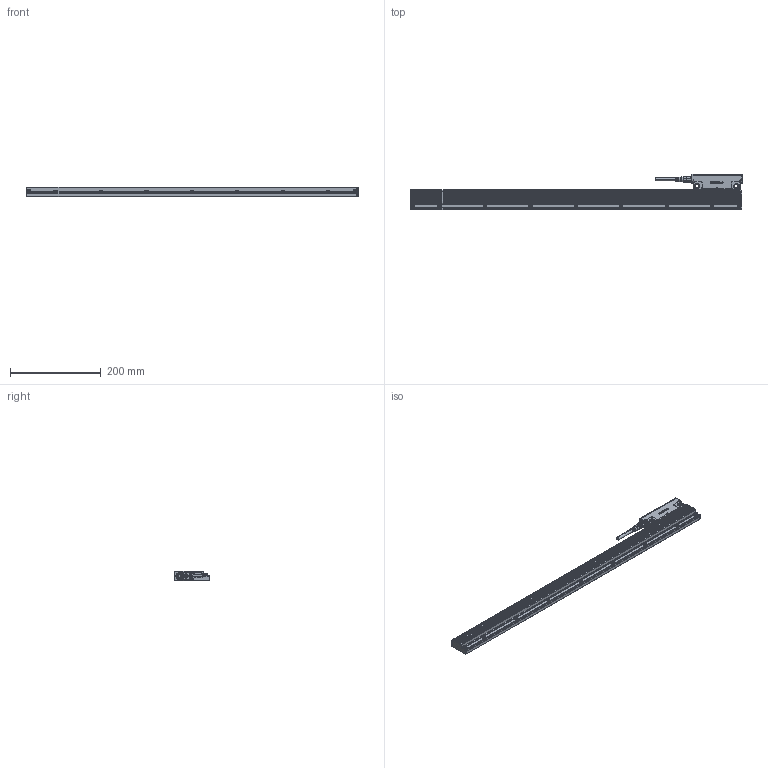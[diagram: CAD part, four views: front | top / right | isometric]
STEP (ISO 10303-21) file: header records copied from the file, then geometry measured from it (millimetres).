
FILE_DESCRIPTION(('CATIA V5 STEP','CAx-IF Rec.Pracs.--- Model Styling and Organization---1.4--- 2014-01-23'),'2;1');
FILE_NAME('SQ57-062-R.stp','2021-01-04T05:15:58+00:00',('none'),('none'),'CATIA Version 5-6 Release 2017 SP5','CATIA V5 STEP AP214','none');
FILE_SCHEMA(('AUTOMOTIVE_DESIGN { 1 0 10303 214 1 1 1 1 }'));
Products named in the file (4): SQ57-062-R; Head ASSY R; Scale cover 620; Scale base 620
Assembly tree (3 placements, depth 2):
  SQ57-062-R
    Head ASSY R
    Scale cover 620
    Scale base 620
Bounding box: 730.5 x 77.01 x 20 mm (x, y, z)
Volume: 421242.4 mm3; surface area: 279310 mm2
Topology: 3 solids, 33 shells, 3937 faces, 10514 edges, 6704 vertices
Faces by surface type: cone 1240, plane 1112, cylinder 854, bspline 515, torus 175, sphere 34, extrusion 7
Entity records: 141751 total; most frequent: CARTESIAN_POINT 53354, ORIENTED_EDGE 20924, DIRECTION 13468, EDGE_CURVE 10462, VERTEX_POINT 6704, AXIS2_PLACEMENT_3D 6606, VECTOR 4382, LINE 4375
